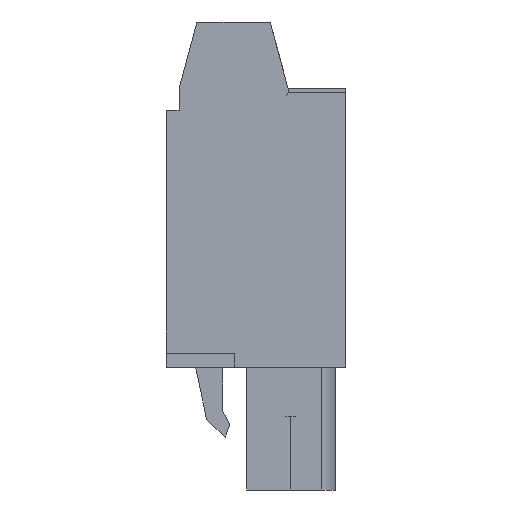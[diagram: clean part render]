
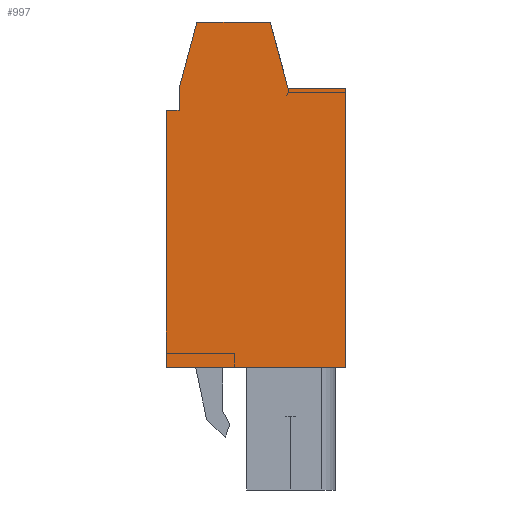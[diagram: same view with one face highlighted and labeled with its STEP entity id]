
A CAD part, left-side view. The second image highlights one B-rep face of the part: STEP entity #997.
In plain terms, the highlighted planar face has unit normal (-1, 0, 0).
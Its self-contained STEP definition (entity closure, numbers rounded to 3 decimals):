
#937=AXIS2_PLACEMENT_3D('Plane Axis2P3D',#934,#935,#936) ;
#49=CARTESIAN_POINT('Vertex',(0.,12.2,25.8)) ;
#52=CARTESIAN_POINT('Line Origine',(0.,11.763,25.8)) ;
#56=CARTESIAN_POINT('Vertex',(0.,11.325,25.8)) ;
#811=CARTESIAN_POINT('Line Origine',(0.,11.325,26.55)) ;
#815=CARTESIAN_POINT('Vertex',(0.,11.325,27.3)) ;
#934=CARTESIAN_POINT('Axis2P3D Location',(0.,-0.45,0.)) ;
#939=CARTESIAN_POINT('Line Origine',(0.,6.1,8.35)) ;
#943=CARTESIAN_POINT('Vertex',(0.,12.2,8.35)) ;
#945=CARTESIAN_POINT('Vertex',(0.,0.,8.35)) ;
#948=CARTESIAN_POINT('Line Origine',(0.,0.,17.825)) ;
#952=CARTESIAN_POINT('Vertex',(0.,0.,27.3)) ;
#955=CARTESIAN_POINT('Line Origine',(0.,1.963,27.3)) ;
#959=CARTESIAN_POINT('Vertex',(0.,3.925,27.3)) ;
#962=CARTESIAN_POINT('Line Origine',(0.,4.528,29.55)) ;
#966=CARTESIAN_POINT('Vertex',(0.,5.131,31.8)) ;
#969=CARTESIAN_POINT('Line Origine',(0.,7.625,31.8)) ;
#973=CARTESIAN_POINT('Vertex',(0.,10.119,31.8)) ;
#976=CARTESIAN_POINT('Line Origine',(0.,10.722,29.55)) ;
#981=CARTESIAN_POINT('Line Origine',(0.,12.2,17.075)) ;
#53=DIRECTION('Vector Direction',(0.,1.,0.)) ;
#812=DIRECTION('Vector Direction',(0.,0.,-1.)) ;
#935=DIRECTION('Axis2P3D Direction',(-1.,0.,0.)) ;
#936=DIRECTION('Axis2P3D XDirection',(0.,0.,1.)) ;
#940=DIRECTION('Vector Direction',(0.,-1.,0.)) ;
#949=DIRECTION('Vector Direction',(0.,0.,1.)) ;
#956=DIRECTION('Vector Direction',(0.,1.,0.)) ;
#963=DIRECTION('Vector Direction',(0.,0.259,0.966)) ;
#970=DIRECTION('Vector Direction',(0.,1.,0.)) ;
#977=DIRECTION('Vector Direction',(0.,0.259,-0.966)) ;
#982=DIRECTION('Vector Direction',(0.,0.,-1.)) ;
#54=VECTOR('Line Direction',#53,1.) ;
#813=VECTOR('Line Direction',#812,1.) ;
#941=VECTOR('Line Direction',#940,1.) ;
#950=VECTOR('Line Direction',#949,1.) ;
#957=VECTOR('Line Direction',#956,1.) ;
#964=VECTOR('Line Direction',#963,1.) ;
#971=VECTOR('Line Direction',#970,1.) ;
#978=VECTOR('Line Direction',#977,1.) ;
#983=VECTOR('Line Direction',#982,1.) ;
#987=ORIENTED_EDGE('',*,*,#947,.T.) ;
#988=ORIENTED_EDGE('',*,*,#954,.T.) ;
#989=ORIENTED_EDGE('',*,*,#961,.T.) ;
#990=ORIENTED_EDGE('',*,*,#968,.T.) ;
#991=ORIENTED_EDGE('',*,*,#975,.T.) ;
#992=ORIENTED_EDGE('',*,*,#980,.T.) ;
#993=ORIENTED_EDGE('',*,*,#817,.T.) ;
#994=ORIENTED_EDGE('',*,*,#58,.T.) ;
#995=ORIENTED_EDGE('',*,*,#985,.T.) ;
#997=ADVANCED_FACE('HOUSING',(#996),#938,.T.) ;
#58=EDGE_CURVE('',#57,#50,#55,.T.) ;
#817=EDGE_CURVE('',#816,#57,#814,.T.) ;
#947=EDGE_CURVE('',#944,#946,#942,.T.) ;
#954=EDGE_CURVE('',#946,#953,#951,.T.) ;
#961=EDGE_CURVE('',#953,#960,#958,.T.) ;
#968=EDGE_CURVE('',#960,#967,#965,.T.) ;
#975=EDGE_CURVE('',#967,#974,#972,.T.) ;
#980=EDGE_CURVE('',#974,#816,#979,.T.) ;
#985=EDGE_CURVE('',#50,#944,#984,.T.) ;
#986=EDGE_LOOP('',(#987,#988,#989,#990,#991,#992,#993,#994,#995)) ;
#996=FACE_OUTER_BOUND('',#986,.T.) ;
#55=LINE('Line',#52,#54) ;
#814=LINE('Line',#811,#813) ;
#942=LINE('Line',#939,#941) ;
#951=LINE('Line',#948,#950) ;
#958=LINE('Line',#955,#957) ;
#965=LINE('Line',#962,#964) ;
#972=LINE('Line',#969,#971) ;
#979=LINE('Line',#976,#978) ;
#984=LINE('Line',#981,#983) ;
#938=PLANE('',#937) ;
#50=VERTEX_POINT('',#49) ;
#57=VERTEX_POINT('',#56) ;
#816=VERTEX_POINT('',#815) ;
#944=VERTEX_POINT('',#943) ;
#946=VERTEX_POINT('',#945) ;
#953=VERTEX_POINT('',#952) ;
#960=VERTEX_POINT('',#959) ;
#967=VERTEX_POINT('',#966) ;
#974=VERTEX_POINT('',#973) ;
